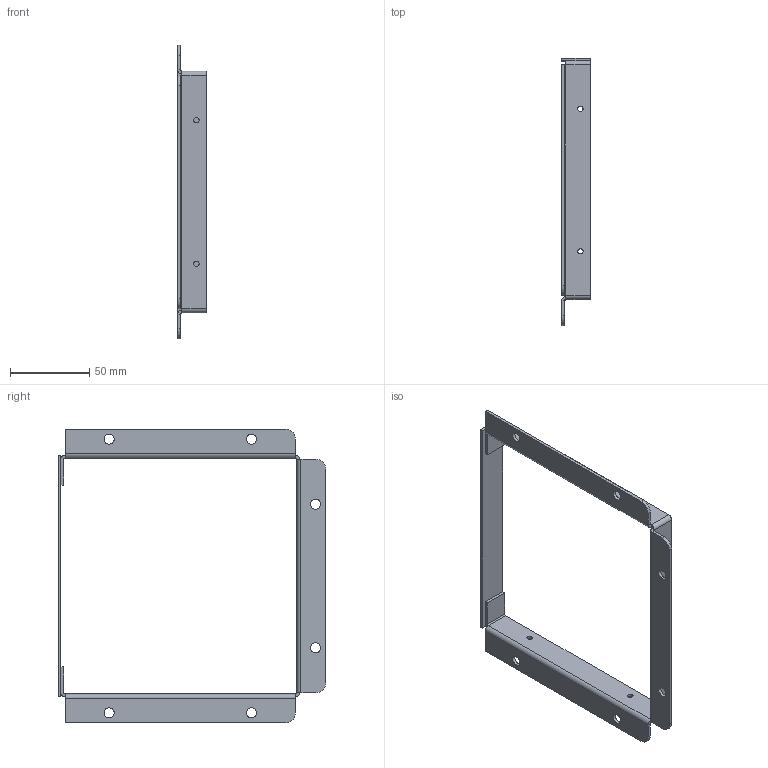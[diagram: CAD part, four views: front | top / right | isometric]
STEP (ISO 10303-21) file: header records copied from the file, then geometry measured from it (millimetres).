
FILE_DESCRIPTION(/* description */ ('PANEL-ADAPTER WIREWAY FITTING, BTM, CS, 6X6'),/* implementation_level */ '2;1');
FILE_NAME(/* name */ 'PA0606.stp',/* time_stamp */ '2015-09-14T16:49:10+05:00',/* author */ ('vdas'),/* organization */ (''),/* preprocessor_version */ 'ST-DEVELOPER v15.2',/* originating_system */ 'Autodesk Inventor 2014',/* authorisation */ '');
FILE_SCHEMA (('AUTOMOTIVE_DESIGN { 1 0 10303 214 3 1 1 }'));
Length unit declared in the file: inch
Products named in the file (3): PA0606BTM; PA06TOP; PA0606
Bounding box: 18.26 x 168.47 x 185.15 mm (x, y, z)
Volume: 32993.3 mm3; surface area: 38946.8 mm2
Topology: 2 solids, 2 shells, 82 faces, 182 edges, 104 vertices
Faces by surface type: plane 52, cylinder 30
Full cylindrical faces by diameter (mm): 3.454 x6, 6.35 x6
Entity records: 2347 total; most frequent: DIRECTION 404, CARTESIAN_POINT 361, ORIENTED_EDGE 340, EDGE_CURVE 170, AXIS2_PLACEMENT_3D 147, EDGE_LOOP 118, LINE 110, VECTOR 110
